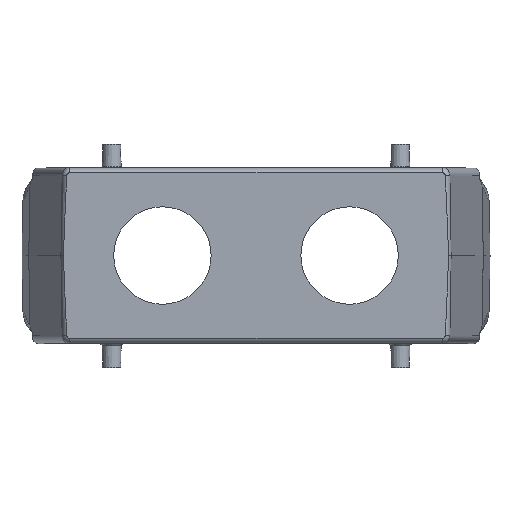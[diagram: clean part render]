
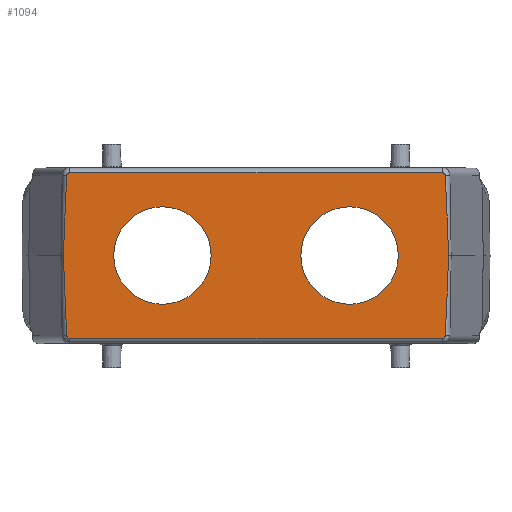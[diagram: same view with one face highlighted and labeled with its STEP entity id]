
A CAD part, top view. The second image highlights one B-rep face of the part: STEP entity #1094.
In plain terms, the highlighted planar face has unit normal (0, 0, 1).
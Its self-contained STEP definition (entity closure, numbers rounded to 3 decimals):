
#705=ELLIPSE('',#8594,114.609,2.);
#706=ELLIPSE('',#8599,114.609,2.);
#707=ELLIPSE('',#8609,114.609,2.);
#709=ELLIPSE('',#8614,114.609,2.);
#821=FACE_BOUND('',#1807,.T.);
#822=FACE_BOUND('',#1808,.T.);
#823=FACE_BOUND('',#1809,.T.);
#1094=ADVANCED_FACE('',(#821,#822,#823),#1270,.T.);
#1270=PLANE('',#8916);
#1807=EDGE_LOOP('',(#3150));
#1808=EDGE_LOOP('',(#3151));
#1809=EDGE_LOOP('',(#3152,#3153,#3154,#3155,#3156,#3157,#3158,#3159,#3160,
#3161));
#3150=ORIENTED_EDGE('',*,*,#4303,.F.);
#3151=ORIENTED_EDGE('',*,*,#4304,.F.);
#3152=ORIENTED_EDGE('',*,*,#3680,.F.);
#3153=ORIENTED_EDGE('',*,*,#3686,.F.);
#3154=ORIENTED_EDGE('',*,*,#3692,.F.);
#3155=ORIENTED_EDGE('',*,*,#3698,.F.);
#3156=ORIENTED_EDGE('',*,*,#3703,.F.);
#3157=ORIENTED_EDGE('',*,*,#3700,.F.);
#3158=ORIENTED_EDGE('',*,*,#3694,.F.);
#3159=ORIENTED_EDGE('',*,*,#3688,.F.);
#3160=ORIENTED_EDGE('',*,*,#3682,.F.);
#3161=ORIENTED_EDGE('',*,*,#3676,.F.);
#3225=VERTEX_POINT('',#12102);
#3226=VERTEX_POINT('',#12104);
#3228=VERTEX_POINT('',#12110);
#3230=VERTEX_POINT('',#12116);
#3232=VERTEX_POINT('',#12122);
#3234=VERTEX_POINT('',#12128);
#3237=VERTEX_POINT('',#12135);
#3238=VERTEX_POINT('',#12140);
#3240=VERTEX_POINT('',#12146);
#3242=VERTEX_POINT('',#12152);
#3627=VERTEX_POINT('',#15293);
#3628=VERTEX_POINT('',#15295);
#3676=EDGE_CURVE('',#3225,#3226,#4323,.T.);
#3680=EDGE_CURVE('',#3228,#3225,#705,.T.);
#3682=EDGE_CURVE('',#3226,#3230,#6369,.T.);
#3686=EDGE_CURVE('',#3232,#3228,#706,.T.);
#3688=EDGE_CURVE('',#3230,#3234,#4328,.T.);
#3692=EDGE_CURVE('',#3237,#3232,#4332,.T.);
#3694=EDGE_CURVE('',#3234,#3238,#707,.T.);
#3698=EDGE_CURVE('',#3240,#3237,#6373,.T.);
#3700=EDGE_CURVE('',#3238,#3242,#709,.T.);
#3703=EDGE_CURVE('',#3242,#3240,#4336,.T.);
#4303=EDGE_CURVE('',#3627,#3627,#4417,.T.);
#4304=EDGE_CURVE('',#3628,#3628,#4418,.T.);
#4323=CIRCLE('',#8589,0.74);
#4328=CIRCLE('',#8601,0.74);
#4332=CIRCLE('',#8606,0.74);
#4336=CIRCLE('',#8617,0.74);
#4417=CIRCLE('',#8914,12.5);
#4418=CIRCLE('',#8915,12.5);
#6369=LINE('',#12115,#6946);
#6373=LINE('',#12148,#6950);
#6946=VECTOR('',#9205,1.);
#6950=VECTOR('',#9243,1.);
#8589=AXIS2_PLACEMENT_3D('',#12103,#9190,#9191);
#8594=AXIS2_PLACEMENT_3D('',#12112,#9200,#9201);
#8599=AXIS2_PLACEMENT_3D('',#12124,#9213,#9214);
#8601=AXIS2_PLACEMENT_3D('',#12127,#9218,#9219);
#8606=AXIS2_PLACEMENT_3D('',#12136,#9228,#9229);
#8609=AXIS2_PLACEMENT_3D('',#12139,#9234,#9235);
#8614=AXIS2_PLACEMENT_3D('',#12151,#9247,#9248);
#8617=AXIS2_PLACEMENT_3D('',#12157,#9254,#9255);
#8914=AXIS2_PLACEMENT_3D('',#15292,#10234,#10235);
#8915=AXIS2_PLACEMENT_3D('',#15294,#10236,#10237);
#8916=AXIS2_PLACEMENT_3D('',#15296,#10238,#10239);
#9190=DIRECTION('',(0.,0.,-1.));
#9191=DIRECTION('',(1.,0.,0.));
#9200=DIRECTION('',(0.,0.,-1.));
#9201=DIRECTION('',(-0.014,-1.,0.));
#9205=DIRECTION('',(1.,0.,0.));
#9213=DIRECTION('',(0.,0.,-1.));
#9214=DIRECTION('',(0.014,-1.,0.));
#9218=DIRECTION('',(0.,0.,-1.));
#9219=DIRECTION('',(1.,0.,0.));
#9228=DIRECTION('',(0.,0.,-1.));
#9229=DIRECTION('',(1.,0.,0.));
#9234=DIRECTION('',(0.,0.,-1.));
#9235=DIRECTION('',(0.014,-1.,0.));
#9243=DIRECTION('',(-1.,0.,0.));
#9247=DIRECTION('',(0.,0.,-1.));
#9248=DIRECTION('',(-0.014,-1.,0.));
#9254=DIRECTION('',(0.,0.,-1.));
#9255=DIRECTION('',(1.,0.,0.));
#10234=DIRECTION('',(0.,0.,1.));
#10235=DIRECTION('',(1.,0.,0.));
#10236=DIRECTION('',(0.,0.,1.));
#10237=DIRECTION('',(1.,0.,0.));
#10238=DIRECTION('',(0.,0.,1.));
#10239=DIRECTION('',(1.,0.,0.));
#12102=CARTESIAN_POINT('',(-48.492,20.543,66.35));
#12103=CARTESIAN_POINT('',(-47.753,20.5,66.35));
#12104=CARTESIAN_POINT('',(-47.753,21.24,66.35));
#12110=CARTESIAN_POINT('',(-49.372,0.,66.35));
#12112=CARTESIAN_POINT('',(-49.285,-85.952,66.35));
#12115=CARTESIAN_POINT('',(-53.287,21.24,66.35));
#12116=CARTESIAN_POINT('',(47.753,21.24,66.35));
#12122=CARTESIAN_POINT('',(-48.492,-20.543,66.35));
#12124=CARTESIAN_POINT('',(-49.285,85.952,66.35));
#12127=CARTESIAN_POINT('',(47.753,20.5,66.35));
#12128=CARTESIAN_POINT('',(48.492,20.543,66.35));
#12135=CARTESIAN_POINT('',(-47.753,-21.24,66.35));
#12136=CARTESIAN_POINT('',(-47.753,-20.5,66.35));
#12139=CARTESIAN_POINT('',(49.285,-85.952,66.35));
#12140=CARTESIAN_POINT('',(49.372,0.,66.35));
#12146=CARTESIAN_POINT('',(47.753,-21.24,66.35));
#12148=CARTESIAN_POINT('',(-49.697,-21.24,66.35));
#12151=CARTESIAN_POINT('',(49.285,85.952,66.35));
#12152=CARTESIAN_POINT('',(48.492,-20.543,66.35));
#12157=CARTESIAN_POINT('',(47.753,-20.5,66.35));
#15292=CARTESIAN_POINT('',(-24.,0.,66.35));
#15293=CARTESIAN_POINT('',(-11.5,0.,66.35));
#15294=CARTESIAN_POINT('',(24.,0.,66.35));
#15295=CARTESIAN_POINT('',(36.5,0.,66.35));
#15296=CARTESIAN_POINT('',(-55.,-23.,66.35));
